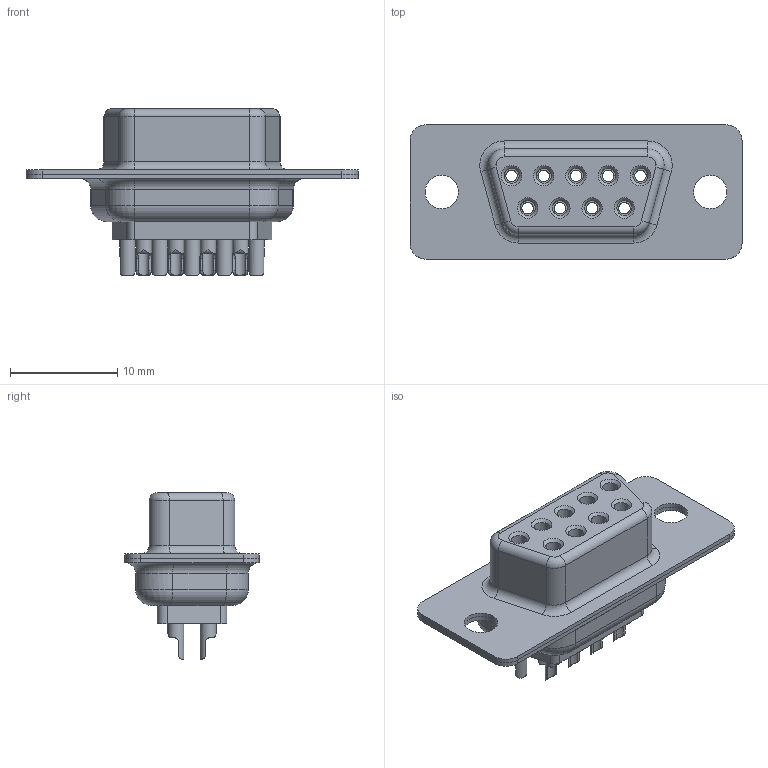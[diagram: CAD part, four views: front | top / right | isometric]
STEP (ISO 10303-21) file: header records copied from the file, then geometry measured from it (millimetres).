
FILE_DESCRIPTION(('STEP AP214'), '1');
FILE_NAME('A_DB9', '2016-02-06T10:38:25', ('UNSPECIFIED'), ('UNSPECIFIED'), 'ASCON STEP Converter 1.3', 'ASCON Math Kernel', '');
FILE_SCHEMA(('AUTOMOTIVE_DESIGN { 1 0 10303 214 3 1 1}'));
Length unit declared in the file: millimetre
Products named in the file (5): A_DB9; Connector; H_F_Fr; I_F_Fr; H_F_Ba
Assembly tree (13 placements, depth 2):
  A_DB9
    Connector  x9
    H_F_Fr
    I_F_Fr  x2
    H_F_Ba
Bounding box: 30.9 x 12.5 x 15.5 mm (x, y, z)
Volume: 1668.8 mm3; surface area: 3531 mm2
Topology: 13 solids, 13 shells, 263 faces, 682 edges, 437 vertices
Faces by surface type: cylinder 128, plane 101, cone 18, torus 16
Full cylindrical faces by diameter (mm): 1.075 x9, 1.4 x18, 1.475 x9, 3.1 x4
Entity records: 7073 total; most frequent: CARTESIAN_POINT 2193, DIRECTION 725, ORIENTED_EDGE 634, EDGE_CURVE 317, AXIS2_PLACEMENT_3D 285, VERTEX_POINT 210, EDGE_LOOP 195, LINE 155
